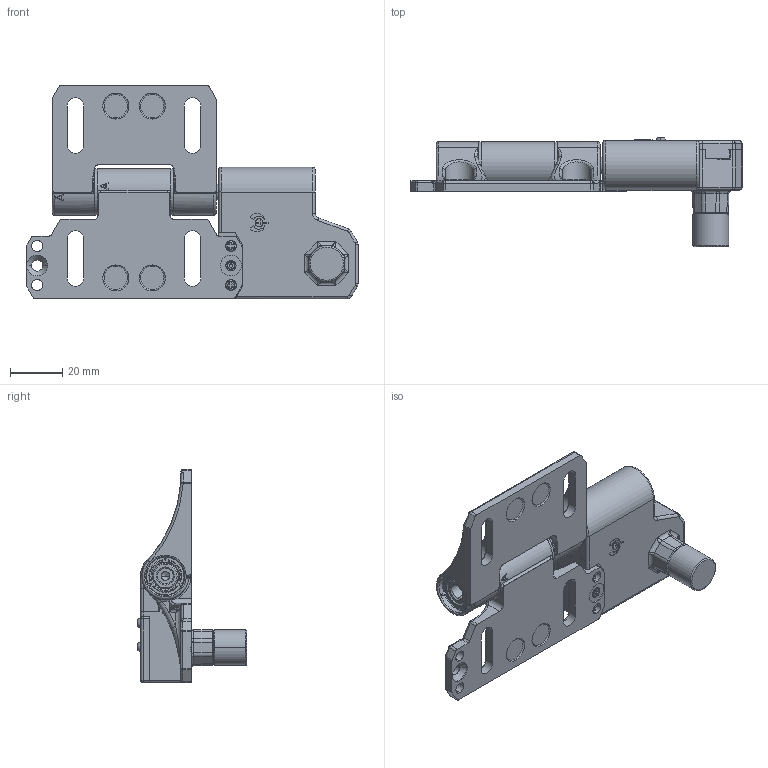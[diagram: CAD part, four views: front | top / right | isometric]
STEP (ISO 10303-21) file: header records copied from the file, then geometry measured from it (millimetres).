
FILE_DESCRIPTION((''),'2;1');
FILE_NAME('6073200013_SW0001','2010-07-12T',('T.Romberg'),(''),'PRO/ENGINEER BY PARAMETRIC TECHNOLOGY CORPORATION, 2005070','PRO/ENGINEER BY PARAMETRIC TECHNOLOGY CORPORATION, 2005070','');
FILE_SCHEMA(('AUTOMOTIVE_DESIGN_CC2 { 1 2 10303 214 -1 1 5 2 }'));
Length unit declared in the file: millimetre
Products named in the file (1): 6073200013_SW0001
Bounding box: 127.5 x 41.9 x 82 mm (x, y, z)
Surface area: 27648.6 mm2 (no closed solid volume)
Topology: 0 solids, 34 shells, 852 faces, 2420 edges, 1595 vertices
Faces by surface type: cylinder 319, plane 292, torus 104, bspline 85, cone 30, sphere 22
Entity records: 46996 total; most frequent: CARTESIAN_POINT 10821, DIRECTION 4502, ORIENTED_EDGE 4268, PRESENTATION_STYLE_ASSIGNMENT 3284, STYLED_ITEM 2432, CURVE_STYLE 2414, EDGE_CURVE 2414, AXIS2_PLACEMENT_3D 1666
